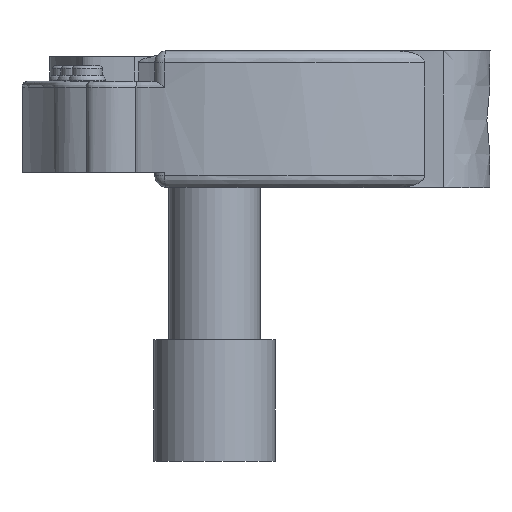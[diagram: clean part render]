
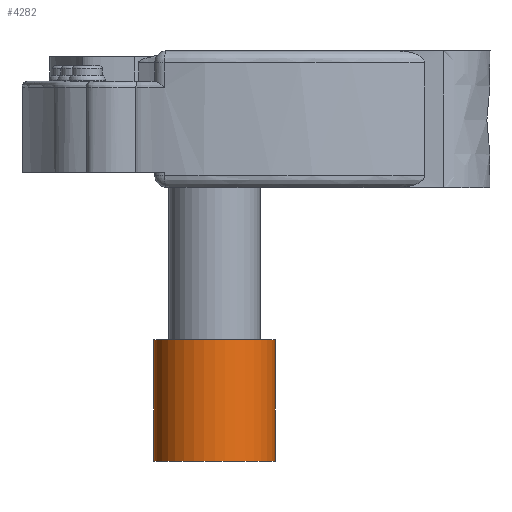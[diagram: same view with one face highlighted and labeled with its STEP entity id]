
A CAD part, left-side view. The second image highlights one B-rep face of the part: STEP entity #4282.
In plain terms, the highlighted cylindrical face has radius 20 mm (diameter 40 mm), a full revolution.
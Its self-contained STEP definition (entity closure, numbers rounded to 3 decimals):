
#102=CYLINDRICAL_SURFACE('',#4635,20.);
#345=CIRCLE('',#4636,20.);
#346=CIRCLE('',#4637,20.);
#574=LINE('',#38001,#801);
#801=VECTOR('',#5540,20.);
#1105=FACE_OUTER_BOUND('',#1386,.T.);
#1386=EDGE_LOOP('',(#3817,#3818,#3819,#3820));
#1983=VERTEX_POINT('',#37998);
#1984=VERTEX_POINT('',#38000);
#2595=EDGE_CURVE('',#1983,#1983,#345,.T.);
#2596=EDGE_CURVE('',#1983,#1984,#574,.T.);
#2597=EDGE_CURVE('',#1984,#1984,#346,.T.);
#3817=ORIENTED_EDGE('',*,*,#2595,.T.);
#3818=ORIENTED_EDGE('',*,*,#2596,.T.);
#3819=ORIENTED_EDGE('',*,*,#2597,.F.);
#3820=ORIENTED_EDGE('',*,*,#2596,.F.);
#4282=ADVANCED_FACE('',(#1105),#102,.T.);
#4635=AXIS2_PLACEMENT_3D('',#37997,#5536,#5537);
#4636=AXIS2_PLACEMENT_3D('',#37999,#5538,#5539);
#4637=AXIS2_PLACEMENT_3D('',#38002,#5541,#5542);
#5536=DIRECTION('center_axis',(0.,0.,1.));
#5537=DIRECTION('ref_axis',(1.,0.,0.));
#5538=DIRECTION('center_axis',(0.,0.,-1.));
#5539=DIRECTION('ref_axis',(-1.,0.,0.));
#5540=DIRECTION('',(0.,0.,-1.));
#5541=DIRECTION('center_axis',(0.,0.,-1.));
#5542=DIRECTION('ref_axis',(-1.,0.,0.));
#37997=CARTESIAN_POINT('Origin',(133.922,98.086,-95.));
#37998=CARTESIAN_POINT('',(113.922,98.086,-55.));
#37999=CARTESIAN_POINT('Origin',(133.922,98.086,-55.));
#38000=CARTESIAN_POINT('',(113.922,98.086,-95.));
#38001=CARTESIAN_POINT('',(113.922,98.086,-95.));
#38002=CARTESIAN_POINT('Origin',(133.922,98.086,-95.));
